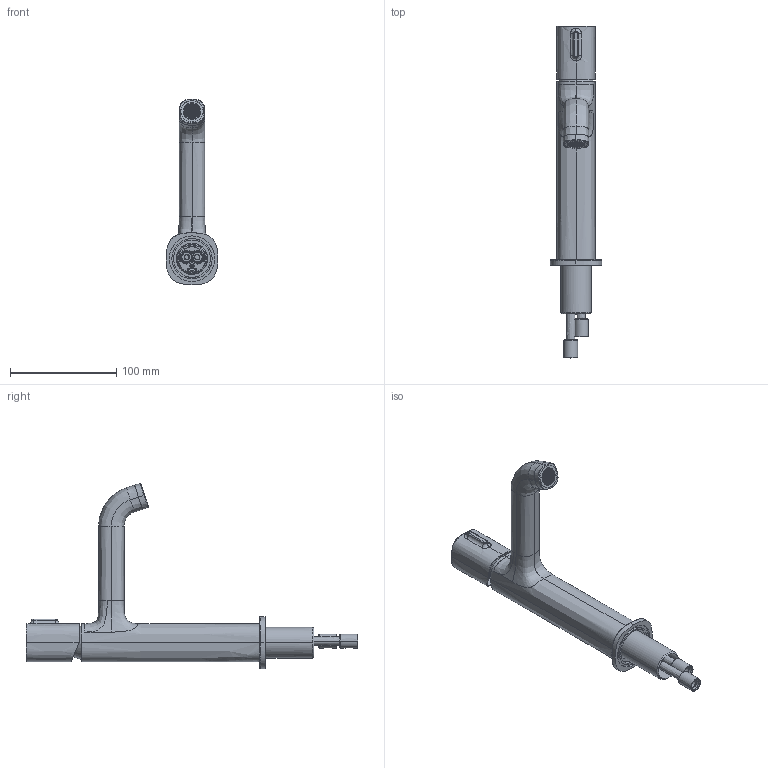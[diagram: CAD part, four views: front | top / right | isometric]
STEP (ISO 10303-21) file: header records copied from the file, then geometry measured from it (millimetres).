
FILE_DESCRIPTION((''),'2;1');
FILE_NAME('WTW168113_ASM','2020-06-30T',('fth20'),(''),'CREO PARAMETRIC BY PTC INC, 2015480','CREO PARAMETRIC BY PTC INC, 2015480','');
FILE_SCHEMA(('CONFIG_CONTROL_DESIGN'));
Products named in the file (23): 80T168113; 81W168113; 8J24X2A; 8J23X2A; 8EM4X10; 80W06024; 8NM80000; 80W08044; 81T168113_ASM; J10250MZ00; YG; ZSB; 80P25WTW2; 80M168113; 8DZ168113; 8JT168113; 16WANGZUI-01; 16WANGZUI-02; 80M16023NP3_ASM; 81T16482E; 8NM28431_ASM; 8J16X15A; WTW168113_ASM
Assembly tree (23 placements, depth 3):
  WTW168113_ASM
    80T168113
    81T168113_ASM
      81W168113
      8J24X2A
      8J23X2A
      8EM4X10
      80W06024
      8NM80000  x2
      80W08044
    J10250MZ00
    YG
    ZSB
    80P25WTW2
    80M168113
    8DZ168113
    8JT168113
    80M16023NP3_ASM
      16WANGZUI-01
      16WANGZUI-02
    81T16482E
    8NM28431_ASM
    8J16X15A
Bounding box: 49 x 313 x 174.81 mm (x, y, z)
Surface area: 185406.7 mm2 (no closed solid volume)
Topology: 0 solids, 0 shells, 1219 faces, 6602 edges, 6572 vertices
Faces by surface type: bspline 1193, torus 20, sphere 6
Entity records: 140746 total; most frequent: CARTESIAN_POINT 83077, DIRECTION 8606, TRIMMED_CURVE 7826, VECTOR 7210, LINE 7210, DEFINITIONAL_REPRESENTATION 6468, PCURVE 6468, COMPOSITE_CURVE_SEGMENT 6468
